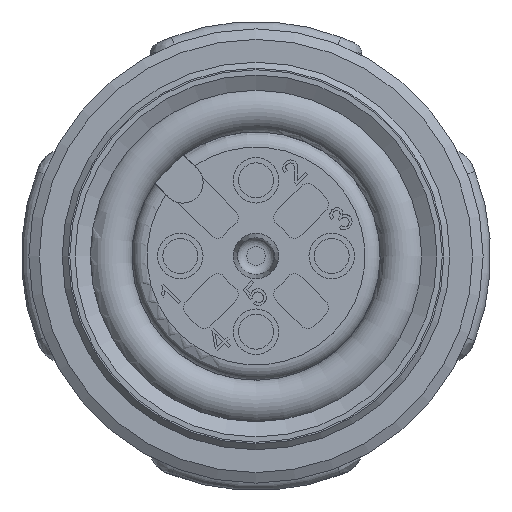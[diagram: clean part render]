
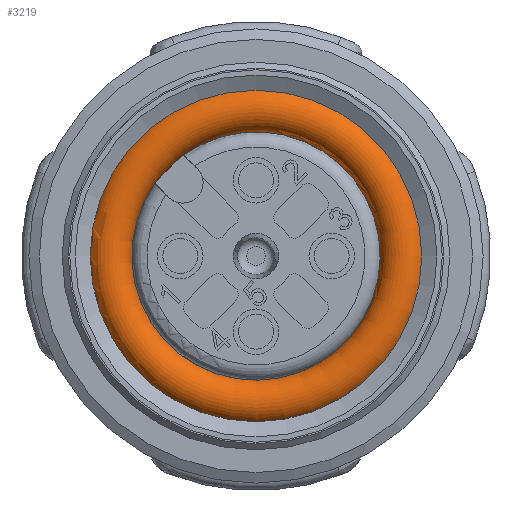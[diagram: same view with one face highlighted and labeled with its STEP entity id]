
A CAD part, left-side view. The second image highlights one B-rep face of the part: STEP entity #3219.
In plain terms, the highlighted toroidal (fillet/blend) face has major radius 4.845 mm and minor radius 0.75 mm.
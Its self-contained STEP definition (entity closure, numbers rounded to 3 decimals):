
#337=TOROIDAL_SURFACE('',#11533,4.845,0.75);
#531=B_SPLINE_CURVE_WITH_KNOTS('',3,(#18349,#18350,#18351,#18352,#18353,
#18354),.UNSPECIFIED.,.F.,.F.,(4,2,4),(0.,0.41,1.),
 .UNSPECIFIED.);
#532=B_SPLINE_CURVE_WITH_KNOTS('',3,(#18358,#18359,#18360,#18361,#18362,
#18363),.UNSPECIFIED.,.F.,.F.,(4,2,4),(0.,0.444,1.),
 .UNSPECIFIED.);
#3219=ADVANCED_FACE('',(#3859,#3860,#3861),#337,.T.);
#3859=FACE_BOUND('',#4351,.T.);
#3860=FACE_BOUND('',#4352,.T.);
#3861=FACE_BOUND('',#4353,.T.);
#4351=EDGE_LOOP('',(#6320,#6321,#6322,#6323));
#4352=EDGE_LOOP('',(#6324));
#4353=EDGE_LOOP('',(#6325));
#6320=ORIENTED_EDGE('',*,*,#9595,.F.);
#6321=ORIENTED_EDGE('',*,*,#9596,.T.);
#6322=ORIENTED_EDGE('',*,*,#9597,.F.);
#6323=ORIENTED_EDGE('',*,*,#9598,.T.);
#6324=ORIENTED_EDGE('',*,*,#9599,.F.);
#6325=ORIENTED_EDGE('',*,*,#9542,.T.);
#8285=VERTEX_POINT('',#18193);
#8320=VERTEX_POINT('',#18347);
#8321=VERTEX_POINT('',#18348);
#8322=VERTEX_POINT('',#18355);
#8323=VERTEX_POINT('',#18357);
#8324=VERTEX_POINT('',#18365);
#9542=EDGE_CURVE('',#8285,#8285,#10645,.T.);
#9595=EDGE_CURVE('',#8320,#8321,#10668,.T.);
#9596=EDGE_CURVE('',#8320,#8322,#531,.T.);
#9597=EDGE_CURVE('',#8323,#8322,#10669,.T.);
#9598=EDGE_CURVE('',#8323,#8321,#532,.T.);
#9599=EDGE_CURVE('',#8324,#8324,#10670,.T.);
#10645=CIRCLE('',#11477,5.475);
#10668=CIRCLE('',#11530,4.1);
#10669=CIRCLE('',#11531,4.1);
#10670=CIRCLE('',#11532,4.723);
#11477=AXIS2_PLACEMENT_3D('',#18192,#13502,#13503);
#11530=AXIS2_PLACEMENT_3D('',#18346,#13626,#13627);
#11531=AXIS2_PLACEMENT_3D('',#18356,#13628,#13629);
#11532=AXIS2_PLACEMENT_3D('',#18364,#13630,#13631);
#11533=AXIS2_PLACEMENT_3D('',#18366,#13632,#13633);
#13502=DIRECTION('',(-1.,0.,0.));
#13503=DIRECTION('',(0.,0.,-1.));
#13626=DIRECTION('',(1.,0.,0.));
#13627=DIRECTION('',(0.,0.,1.));
#13628=DIRECTION('',(-1.,0.,0.));
#13629=DIRECTION('',(0.,0.,-1.));
#13630=DIRECTION('',(-1.,0.,0.));
#13631=DIRECTION('',(0.,0.,-1.));
#13632=DIRECTION('',(1.,0.,0.));
#13633=DIRECTION('',(0.,0.,1.));
#18192=CARTESIAN_POINT('',(34.504,0.,0.));
#18193=CARTESIAN_POINT('',(34.504,0.,-5.475));
#18346=CARTESIAN_POINT('',(34.997,0.,0.));
#18347=CARTESIAN_POINT('',(34.997,2.382,3.337));
#18348=CARTESIAN_POINT('',(34.997,3.337,2.382));
#18349=CARTESIAN_POINT('',(34.997,2.382,3.337));
#18350=CARTESIAN_POINT('',(34.974,2.38,3.335));
#18351=CARTESIAN_POINT('',(34.95,2.379,3.334));
#18352=CARTESIAN_POINT('',(34.892,2.378,3.333));
#18353=CARTESIAN_POINT('',(34.858,2.379,3.334));
#18354=CARTESIAN_POINT('',(34.825,2.382,3.337));
#18355=CARTESIAN_POINT('',(34.825,2.382,3.337));
#18356=CARTESIAN_POINT('',(34.825,0.,0.));
#18357=CARTESIAN_POINT('',(34.825,3.337,2.382));
#18358=CARTESIAN_POINT('',(34.825,3.337,2.382));
#18359=CARTESIAN_POINT('',(34.85,3.335,2.38));
#18360=CARTESIAN_POINT('',(34.876,3.334,2.379));
#18361=CARTESIAN_POINT('',(34.933,3.333,2.378));
#18362=CARTESIAN_POINT('',(34.966,3.334,2.38));
#18363=CARTESIAN_POINT('',(34.997,3.337,2.382));
#18364=CARTESIAN_POINT('',(35.651,0.,0.));
#18365=CARTESIAN_POINT('',(35.651,0.,-4.723));
#18366=CARTESIAN_POINT('',(34.911,0.,0.));
